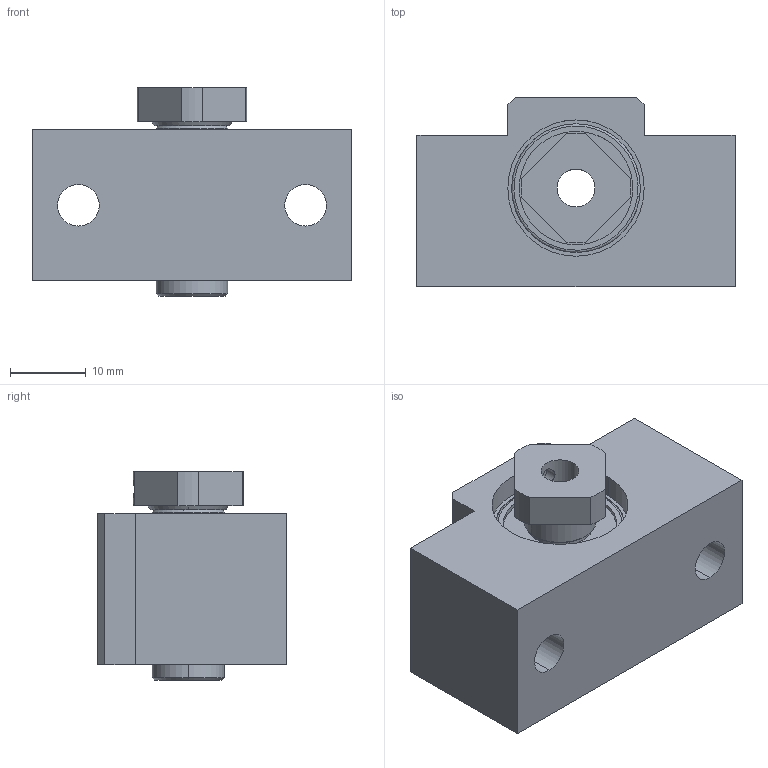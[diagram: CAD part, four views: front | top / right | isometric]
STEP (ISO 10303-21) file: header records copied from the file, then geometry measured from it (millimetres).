
FILE_DESCRIPTION (( 'STEP AP203' ), '1' );
FILE_NAME ('EK06.STEP', '2014-11-13T05:50:52', ( 'woni' ), ( '' ), 'SwSTEP 2.0', 'SolidWorks 2013', '' );
FILE_SCHEMA (( 'CONFIG_CONTROL_DESIGN' ));
Length unit declared in the file: millimetre
Products named in the file (8): EK06 OILSEAL; EK06 COLLAR 02; EK06 BLOCK; EK06 COLLAR 01; 606ZZ; EK06; M6 LOCK NUT; STSSCW-M3x0.5P-3L-endtype_F_SM20C^EK06
Assembly tree (8 placements, depth 2):
  EK06
    EK06 BLOCK
    606ZZ  x2
    EK06 COLLAR 01
    EK06 COLLAR 02
    M6 LOCK NUT
    STSSCW-M3x0.5P-3L-endtype_F_SM20C^EK06
    EK06 OILSEAL
Bounding box: 42 x 25 x 27.5 mm (x, y, z)
Volume: 16293.1 mm3; surface area: 9388.3 mm2
Topology: 8 solids, 8 shells, 166 faces, 361 edges, 223 vertices
Faces by surface type: cylinder 63, plane 51, cone 32, bspline 20
Entity records: 4992 total; most frequent: CARTESIAN_POINT 951, DIRECTION 723, ORIENTED_EDGE 610, EDGE_CURVE 305, AXIS2_PLACEMENT_3D 287, VERTEX_POINT 189, EDGE_LOOP 168, LINE 149
